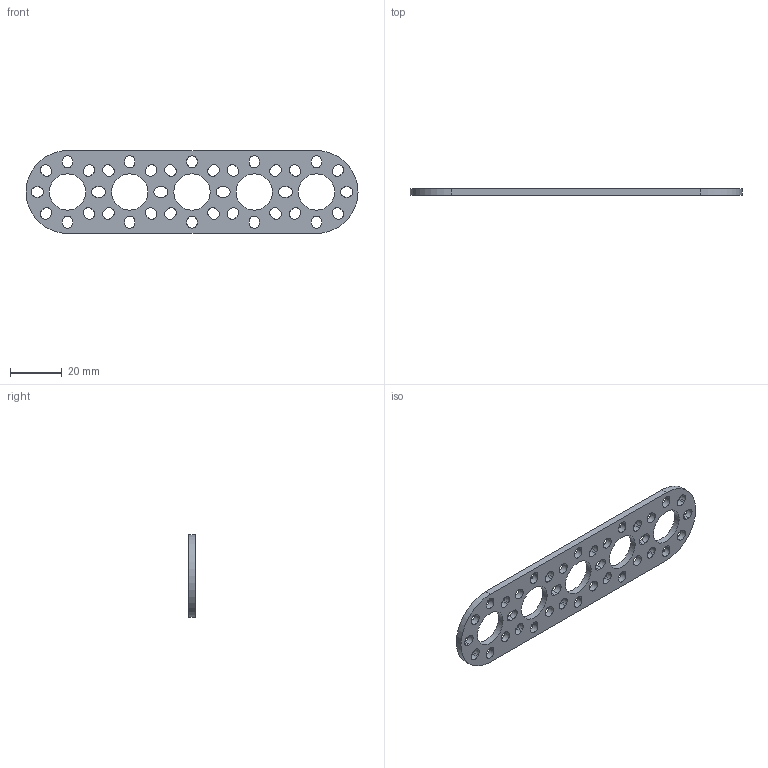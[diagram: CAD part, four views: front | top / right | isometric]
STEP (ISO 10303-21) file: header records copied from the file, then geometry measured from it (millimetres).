
FILE_DESCRIPTION( ( '' ), ' ' );
FILE_NAME( '5a2ac3fb7c122e0ef434aca3.step', '2017-12-08T16:55:24', ( '' ), ( '' ), ' ', ' ', ' ' );
FILE_SCHEMA( ( 'AUTOMOTIVE_DESIGN { 1 0 10303 214 1 1 1 1 }' ) );
Length unit declared in the file: metre
Products named in the file (1): 1105-0005-0128
Bounding box: 128 x 2.5 x 32 mm (x, y, z)
Volume: 6360.9 mm3; surface area: 7638.1 mm2
Topology: 1 solids, 1 shells, 155 faces, 459 edges, 306 vertices
Faces by surface type: cylinder 79, plane 76
Full cylindrical faces by diameter (mm): 14 x5
Entity records: 6626 total; most frequent: DIRECTION 924, CARTESIAN_POINT 916, ORIENTED_EDGE 908, EDGE_CURVE 454, AXIS2_PLACEMENT_3D 314, VERTEX_POINT 306, LINE 296, VECTOR 296
